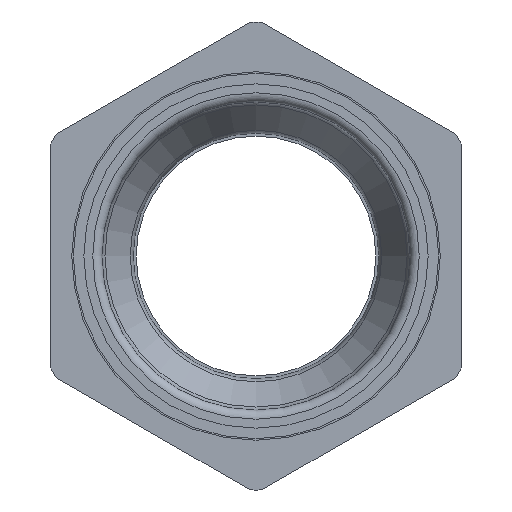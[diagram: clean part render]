
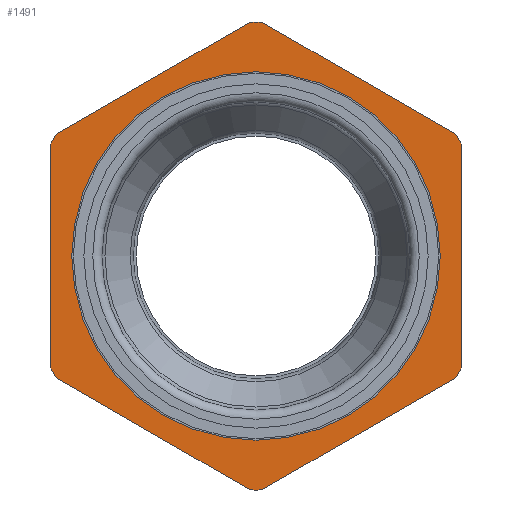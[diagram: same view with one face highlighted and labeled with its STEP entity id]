
A CAD part, front view. The second image highlights one B-rep face of the part: STEP entity #1491.
In plain terms, the highlighted planar face has unit normal (0, -1, 0).
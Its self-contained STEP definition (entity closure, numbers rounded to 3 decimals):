
#37 = VERTEX_POINT ( 'NONE', #6039 ) ;
#56 = DIRECTION ( 'NONE',  ( 0., -1., 0. ) ) ;
#95 = EDGE_CURVE ( 'NONE', #7934, #6637, #5359, .T. ) ;
#191 = CARTESIAN_POINT ( 'NONE',  ( -18., -7.25, -10.392 ) ) ;
#245 = VERTEX_POINT ( 'NONE', #1026 ) ;
#272 = DIRECTION ( 'NONE',  ( 0., 0., 1. ) ) ;
#299 = CARTESIAN_POINT ( 'NONE',  ( 0., -7.25, -20.785 ) ) ;
#306 = CARTESIAN_POINT ( 'NONE',  ( 0., -7.25, -16.138 ) ) ;
#311 = DIRECTION ( 'NONE',  ( 0., -1., 0. ) ) ;
#352 = CARTESIAN_POINT ( 'NONE',  ( 0., -7.25, 0. ) ) ;
#455 = DIRECTION ( 'NONE',  ( 0., -1., 0. ) ) ;
#471 = CARTESIAN_POINT ( 'NONE',  ( 0., -7.25, 0. ) ) ;
#763 = ORIENTED_EDGE ( 'NONE', *, *, #5007, .T. ) ;
#843 = DIRECTION ( 'NONE',  ( 0., 0., -1. ) ) ;
#886 = DIRECTION ( 'NONE',  ( 0.866, 0., 0.5 ) ) ;
#940 = FACE_BOUND ( 'NONE', #4157, .T. ) ;
#997 = CIRCLE ( 'NONE', #6049, 20.5 ) ;
#1005 = AXIS2_PLACEMENT_3D ( 'NONE', #2746, #5429, #7486 ) ;
#1023 = FACE_OUTER_BOUND ( 'NONE', #3550, .T. ) ;
#1026 = CARTESIAN_POINT ( 'NONE',  ( -18., -7.25, -9.811 ) ) ;
#1234 = AXIS2_PLACEMENT_3D ( 'NONE', #8271, #2881, #272 ) ;
#1491 = ADVANCED_FACE ( 'NONE', ( #1023, #940 ), #7524, .F. ) ;
#1537 = CARTESIAN_POINT ( 'NONE',  ( 18., -7.25, -10.392 ) ) ;
#1669 = LINE ( 'NONE', #299, #3695 ) ;
#1735 = DIRECTION ( 'NONE',  ( 0., 0., -1. ) ) ;
#1763 = ORIENTED_EDGE ( 'NONE', *, *, #95, .T. ) ;
#1883 = ORIENTED_EDGE ( 'NONE', *, *, #7142, .T. ) ;
#1887 = DIRECTION ( 'NONE',  ( 0., 0., -1. ) ) ;
#1932 = CARTESIAN_POINT ( 'NONE',  ( 0., -7.25, 20.785 ) ) ;
#1970 = EDGE_CURVE ( 'NONE', #2634, #7934, #3573, .T. ) ;
#2052 = AXIS2_PLACEMENT_3D ( 'NONE', #2390, #7746, #1735 ) ;
#2068 = CARTESIAN_POINT ( 'NONE',  ( 18., -7.25, 10.392 ) ) ;
#2192 = AXIS2_PLACEMENT_3D ( 'NONE', #352, #311, #8475 ) ;
#2243 = VERTEX_POINT ( 'NONE', #306 ) ;
#2295 = ORIENTED_EDGE ( 'NONE', *, *, #5389, .T. ) ;
#2308 = VERTEX_POINT ( 'NONE', #6851 ) ;
#2390 = CARTESIAN_POINT ( 'NONE',  ( 0., -7.25, 0. ) ) ;
#2393 = ORIENTED_EDGE ( 'NONE', *, *, #3884, .T. ) ;
#2440 = DIRECTION ( 'NONE',  ( -0.866, 0., -0.5 ) ) ;
#2497 = AXIS2_PLACEMENT_3D ( 'NONE', #4762, #56, #843 ) ;
#2556 = CARTESIAN_POINT ( 'NONE',  ( 0., -7.25, 0. ) ) ;
#2634 = VERTEX_POINT ( 'NONE', #4556 ) ;
#2746 = CARTESIAN_POINT ( 'NONE',  ( 0., -7.25, 0. ) ) ;
#2881 = DIRECTION ( 'NONE',  ( 0., 1., 0. ) ) ;
#2888 = ORIENTED_EDGE ( 'NONE', *, *, #4049, .T. ) ;
#3018 = CARTESIAN_POINT ( 'NONE',  ( -18., -7.25, 10.392 ) ) ;
#3314 = ORIENTED_EDGE ( 'NONE', *, *, #5692, .T. ) ;
#3352 = DIRECTION ( 'NONE',  ( -0.866, 0., 0.5 ) ) ;
#3400 = VERTEX_POINT ( 'NONE', #3961 ) ;
#3438 = ORIENTED_EDGE ( 'NONE', *, *, #1970, .T. ) ;
#3464 = VECTOR ( 'NONE', #3352, 1000. ) ;
#3550 = EDGE_LOOP ( 'NONE', ( #3438, #1763, #763, #6614, #8096, #2393, #8054, #3314, #2888, #2295, #5873, #1883 ) ) ;
#3567 = DIRECTION ( 'NONE',  ( 0., 0., 1. ) ) ;
#3573 = LINE ( 'NONE', #1537, #6527 ) ;
#3579 = DIRECTION ( 'NONE',  ( 0., 0., -1. ) ) ;
#3629 = CARTESIAN_POINT ( 'NONE',  ( 18., -7.25, 9.811 ) ) ;
#3650 = DIRECTION ( 'NONE',  ( 0.866, 0., -0.5 ) ) ;
#3695 = VECTOR ( 'NONE', #3650, 1000. ) ;
#3884 = EDGE_CURVE ( 'NONE', #8491, #5205, #997, .T. ) ;
#3961 = CARTESIAN_POINT ( 'NONE',  ( -17.496, -7.25, 10.683 ) ) ;
#4049 = EDGE_CURVE ( 'NONE', #2308, #245, #5513, .T. ) ;
#4157 = EDGE_LOOP ( 'NONE', ( #4857 ) ) ;
#4160 = CIRCLE ( 'NONE', #2192, 20.5 ) ;
#4556 = CARTESIAN_POINT ( 'NONE',  ( 0.504, -7.25, -20.494 ) ) ;
#4568 = AXIS2_PLACEMENT_3D ( 'NONE', #471, #7848, #8682 ) ;
#4762 = CARTESIAN_POINT ( 'NONE',  ( 0., -7.25, 0. ) ) ;
#4857 = ORIENTED_EDGE ( 'NONE', *, *, #6164, .F. ) ;
#5007 = EDGE_CURVE ( 'NONE', #6637, #8367, #8129, .T. ) ;
#5144 = CIRCLE ( 'NONE', #6122, 16.138 ) ;
#5205 = VERTEX_POINT ( 'NONE', #8376 ) ;
#5208 = DIRECTION ( 'NONE',  ( 0., 0., -1. ) ) ;
#5224 = EDGE_CURVE ( 'NONE', #8031, #37, #1669, .T. ) ;
#5240 = VECTOR ( 'NONE', #3567, 1000. ) ;
#5359 = CIRCLE ( 'NONE', #1005, 20.5 ) ;
#5389 = EDGE_CURVE ( 'NONE', #245, #8031, #8493, .T. ) ;
#5429 = DIRECTION ( 'NONE',  ( 0., -1., 0. ) ) ;
#5513 = LINE ( 'NONE', #191, #7165 ) ;
#5692 = EDGE_CURVE ( 'NONE', #3400, #2308, #7655, .T. ) ;
#5873 = ORIENTED_EDGE ( 'NONE', *, *, #5224, .T. ) ;
#5893 = CARTESIAN_POINT ( 'NONE',  ( 0.504, -7.25, 20.494 ) ) ;
#5927 = CARTESIAN_POINT ( 'NONE',  ( -17.496, -7.25, -10.683 ) ) ;
#5982 = EDGE_CURVE ( 'NONE', #8367, #6222, #4160, .T. ) ;
#6039 = CARTESIAN_POINT ( 'NONE',  ( -0.504, -7.25, -20.494 ) ) ;
#6049 = AXIS2_PLACEMENT_3D ( 'NONE', #6473, #455, #5208 ) ;
#6122 = AXIS2_PLACEMENT_3D ( 'NONE', #2556, #7424, #1887 ) ;
#6164 = EDGE_CURVE ( 'NONE', #2243, #2243, #5144, .T. ) ;
#6178 = EDGE_CURVE ( 'NONE', #6222, #8491, #7380, .T. ) ;
#6222 = VERTEX_POINT ( 'NONE', #6542 ) ;
#6289 = CIRCLE ( 'NONE', #2497, 20.5 ) ;
#6397 = LINE ( 'NONE', #3018, #7536 ) ;
#6473 = CARTESIAN_POINT ( 'NONE',  ( 0., -7.25, 0. ) ) ;
#6527 = VECTOR ( 'NONE', #886, 1000. ) ;
#6542 = CARTESIAN_POINT ( 'NONE',  ( 17.496, -7.25, 10.683 ) ) ;
#6614 = ORIENTED_EDGE ( 'NONE', *, *, #5982, .T. ) ;
#6637 = VERTEX_POINT ( 'NONE', #8120 ) ;
#6664 = EDGE_CURVE ( 'NONE', #5205, #3400, #6397, .T. ) ;
#6851 = CARTESIAN_POINT ( 'NONE',  ( -18., -7.25, 9.811 ) ) ;
#7142 = EDGE_CURVE ( 'NONE', #37, #2634, #6289, .T. ) ;
#7165 = VECTOR ( 'NONE', #3579, 1000. ) ;
#7380 = LINE ( 'NONE', #1932, #3464 ) ;
#7424 = DIRECTION ( 'NONE',  ( 0., -1., 0. ) ) ;
#7486 = DIRECTION ( 'NONE',  ( 0., 0., -1. ) ) ;
#7524 = PLANE ( 'NONE',  #1234 ) ;
#7536 = VECTOR ( 'NONE', #2440, 1000. ) ;
#7655 = CIRCLE ( 'NONE', #2052, 20.5 ) ;
#7746 = DIRECTION ( 'NONE',  ( 0., -1., 0. ) ) ;
#7848 = DIRECTION ( 'NONE',  ( 0., -1., 0. ) ) ;
#7934 = VERTEX_POINT ( 'NONE', #8075 ) ;
#8031 = VERTEX_POINT ( 'NONE', #5927 ) ;
#8054 = ORIENTED_EDGE ( 'NONE', *, *, #6664, .T. ) ;
#8075 = CARTESIAN_POINT ( 'NONE',  ( 17.496, -7.25, -10.683 ) ) ;
#8096 = ORIENTED_EDGE ( 'NONE', *, *, #6178, .T. ) ;
#8120 = CARTESIAN_POINT ( 'NONE',  ( 18., -7.25, -9.811 ) ) ;
#8129 = LINE ( 'NONE', #2068, #5240 ) ;
#8271 = CARTESIAN_POINT ( 'NONE',  ( -20.5, -7.25, 0. ) ) ;
#8367 = VERTEX_POINT ( 'NONE', #3629 ) ;
#8376 = CARTESIAN_POINT ( 'NONE',  ( -0.504, -7.25, 20.494 ) ) ;
#8475 = DIRECTION ( 'NONE',  ( 0., 0., -1. ) ) ;
#8491 = VERTEX_POINT ( 'NONE', #5893 ) ;
#8493 = CIRCLE ( 'NONE', #4568, 20.5 ) ;
#8682 = DIRECTION ( 'NONE',  ( 0., 0., -1. ) ) ;
